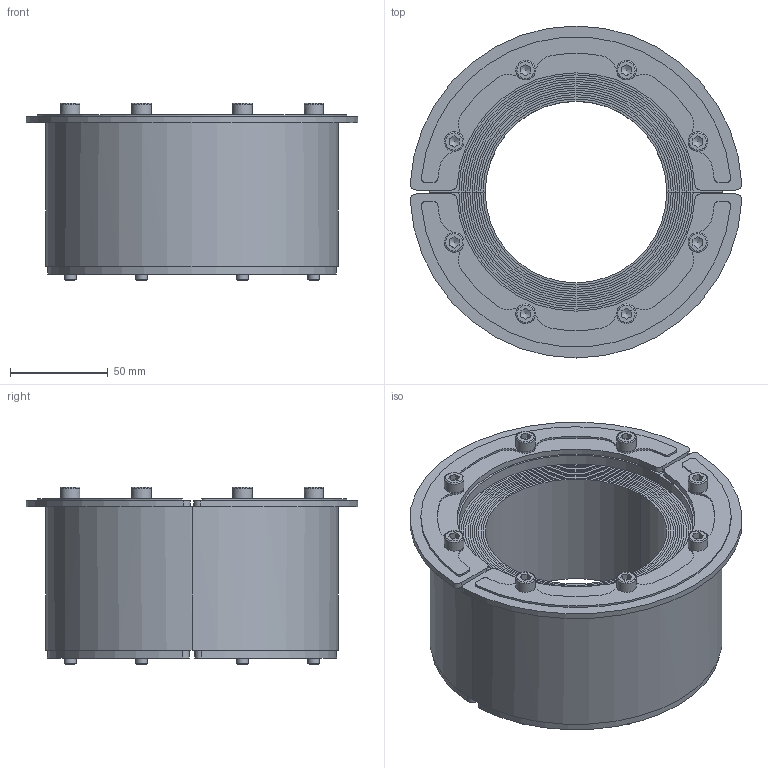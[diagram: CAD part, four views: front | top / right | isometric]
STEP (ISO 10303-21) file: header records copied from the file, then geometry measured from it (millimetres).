
FILE_DESCRIPTION(/* description */ (''),/* implementation_level */ '2;1');
FILE_NAME(/* name */ 'RS 150 AISI316 WOC.stp',/* time_stamp */ '2025-08-13T13:49:58+02:00',/* author */ ('se-marfre'),/* organization */ (''),/* preprocessor_version */ 'ST-DEVELOPER v19.2',/* originating_system */ 'Autodesk Inventor 2023',/* authorisation */ '');
FILE_SCHEMA (('CONFIG_CONTROL_DESIGN'));
Length unit declared in the file: millimetre
Products named in the file (1): RS 150 AISI316 WOC
Bounding box: 169.8 x 170 x 91 mm (x, y, z)
Volume: 809292.2 mm3; surface area: 99803.8 mm2
Topology: 1 solids, 9 shells, 284 faces, 712 edges, 448 vertices
Faces by surface type: plane 144, cylinder 108, cone 16, torus 16
Full cylindrical faces by diameter (mm): 6 x16, 6.2 x8, 10 x8
Entity records: 8819 total; most frequent: DIRECTION 1554, CARTESIAN_POINT 1549, ORIENTED_EDGE 1408, EDGE_CURVE 704, AXIS2_PLACEMENT_3D 621, VERTEX_POINT 448, CIRCLE 336, EDGE_LOOP 312
